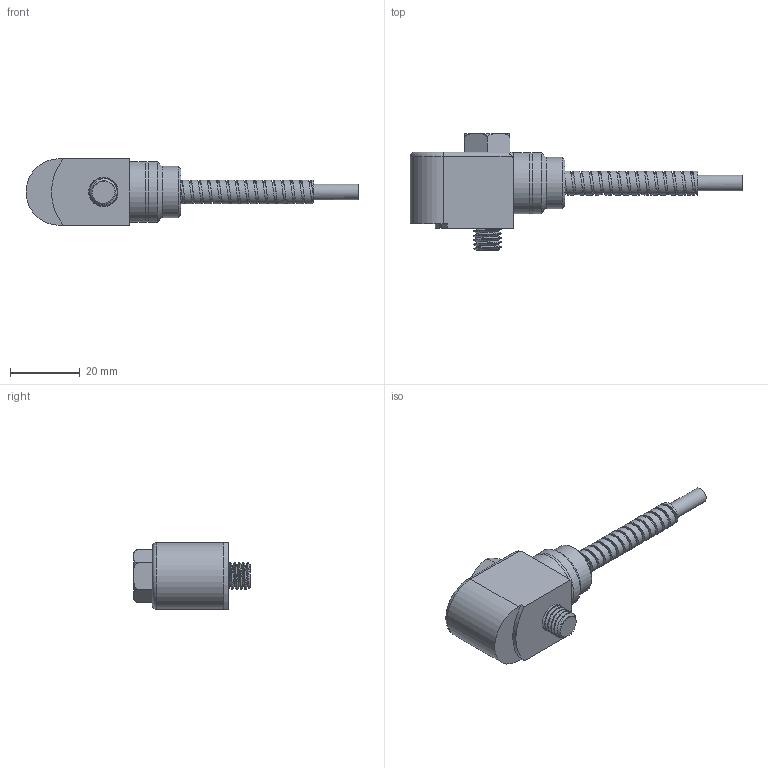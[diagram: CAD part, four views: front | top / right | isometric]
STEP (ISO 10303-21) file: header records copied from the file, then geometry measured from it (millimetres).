
FILE_DESCRIPTION(/* description */ (''),/* implementation_level */ '2;1');
FILE_NAME(/* name */ 'MASTER_M8_MEDIUM_SIDE_EXIT_ARMOR_STANDARD.stp',/* time_stamp */ '2017-04-26T13:59:24-04:00',/* author */ ('aneininger'),/* organization */ (''),/* preprocessor_version */ 'ST-DEVELOPER v16.5',/* originating_system */ 'Autodesk Inventor 2017',/* authorisation */ '');
FILE_SCHEMA (('AUTOMOTIVE_DESIGN { 1 0 10303 214 3 1 1 }'));
Length unit declared in the file: inch
Products named in the file (3): MASTER_M8_MEDIUM_SIDE_EXIT_ARMOR_STANDARD_STEP; MASTER_M8_MEDIUM_SIDE_EXIT_ARMOR_STANDARD; ACP32250
Assembly tree (2 placements, depth 2):
  MASTER_M8_MEDIUM_SIDE_EXIT_ARMOR_STANDARD_STEP
    MASTER_M8_MEDIUM_SIDE_EXIT_ARMOR_STANDARD
    ACP32250
Bounding box: 95.2 x 33.5 x 19.05 mm (x, y, z)
Volume: 11647 mm3; surface area: 10630.5 mm2
Topology: 2 solids, 2 shells, 319 faces, 677 edges, 447 vertices
Faces by surface type: plane 157, cylinder 110, bspline 41, cone 7, torus 4
Full cylindrical faces by diameter (mm): 0.127 x19, 0.203 x38, 1.27 x1, 1.413 x2, 2.032 x2, 2.381 x1, 2.89 x1, 3.302 x1, 4.496 x12, 6.274 x1, 6.655 x1, 8.407 x1, 11.43 x1, 11.926 x1, 12.7 x2, 14.224 x1, 14.745 x1, 14.808 x1, 14.935 x2, 17.462 x1, 17.475 x2
Entity records: 14983 total; most frequent: CARTESIAN_POINT 8477, DIRECTION 1204, ORIENTED_EDGE 1084, EDGE_CURVE 542, AXIS2_PLACEMENT_3D 496, EDGE_LOOP 488, VERTEX_POINT 414, FACE_OUTER_BOUND 307
